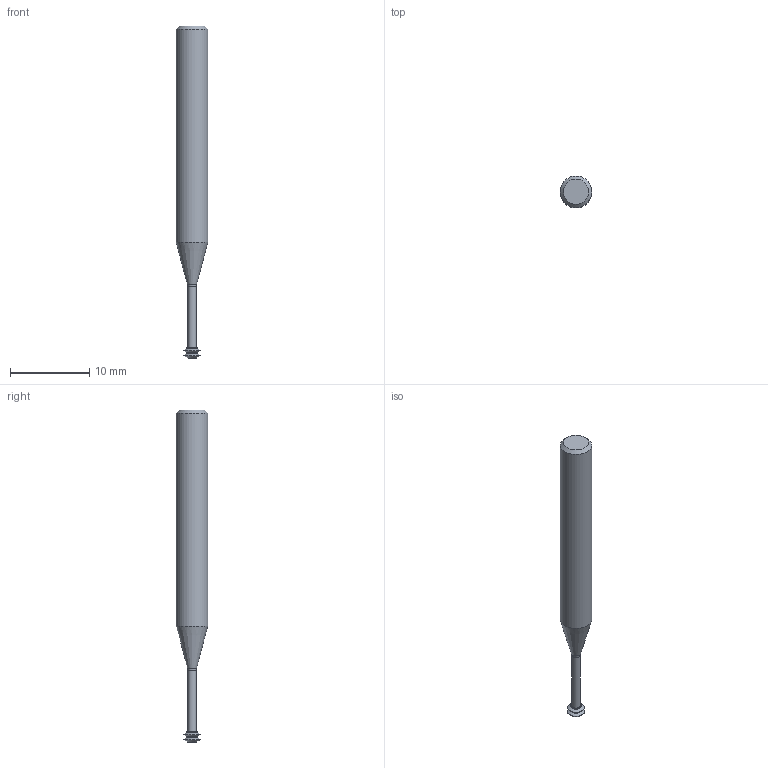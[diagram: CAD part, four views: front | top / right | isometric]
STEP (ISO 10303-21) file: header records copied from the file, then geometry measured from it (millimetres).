
FILE_DESCRIPTION (( 'STEP AP203' ), '1' );
FILE_NAME ('966847.step', '2023-09-28T06:25:34', ( '' ), ( '' ), 'SwSTEP 2.0', 'SolidWorks 2022', '' );
FILE_SCHEMA (( 'CONFIG_CONTROL_DESIGN' ));
Length unit declared in the file: millimetre
Products named in the file (1): 966847
Bounding box: 4 x 4 x 42 mm (x, y, z)
Volume: 384.2 mm3; surface area: 439.1 mm2
Topology: 1 solids, 1 shells, 16 faces, 28 edges, 15 vertices
Faces by surface type: cone 6, cylinder 6, plane 3, torus 1
Full cylindrical faces by diameter (mm): 1.11 x1, 1.377 x2, 2.11 x2, 4 x1
Entity records: 391 total; most frequent: DIRECTION 64, CARTESIAN_POINT 47, AXIS2_PLACEMENT_3D 32, EDGE_LOOP 30, ORIENTED_EDGE 30, FACE_OUTER_BOUND 23, ADVANCED_FACE 16, EDGE_CURVE 15
